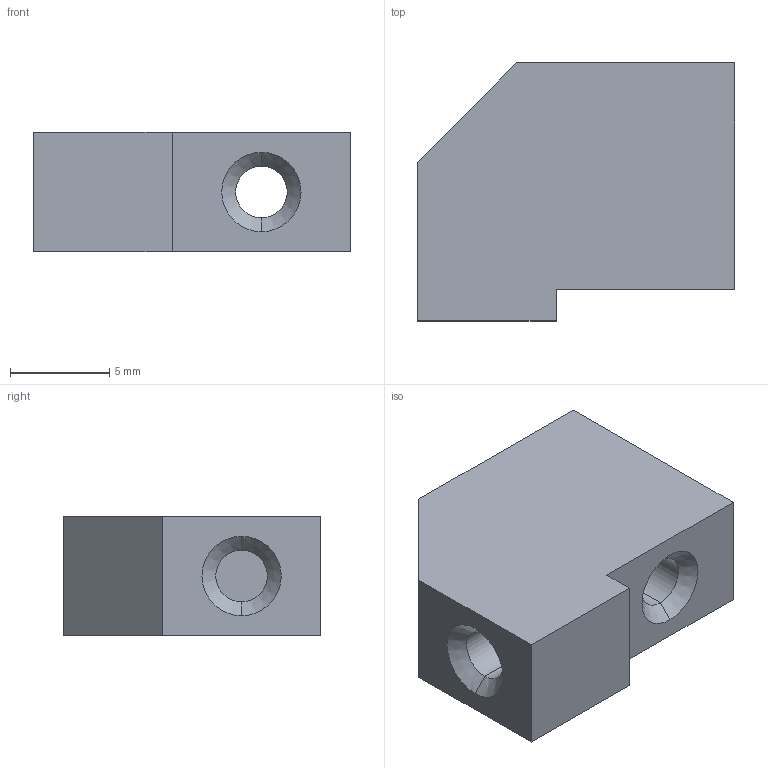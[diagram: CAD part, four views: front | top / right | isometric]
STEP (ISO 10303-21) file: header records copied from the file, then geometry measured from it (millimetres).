
FILE_DESCRIPTION(('STEP AP242'),'1');
FILE_NAME('pcb-mb-01.stp','2022-07-27T10:09:48',('TraceParts'),('TraceParts S.A.'),'Spatial InterOp 3D',' ',' ');
FILE_SCHEMA(('AP242_MANAGED_MODEL_BASED_3D_ENGINEERING_MIM_LF {1 0 10303 442 1 1 4}'));
Length unit declared in the file: millimetre
Products named in the file (1): pcb-mb-01
Bounding box: 16 x 13 x 6 mm (x, y, z)
Volume: 972.4 mm3; surface area: 841.1 mm2
Topology: 1 solids, 1 shells, 20 faces, 45 edges, 28 vertices
Faces by surface type: plane 10, cone 6, cylinder 4
Entity records: 584 total; most frequent: DIRECTION 101, CARTESIAN_POINT 94, ORIENTED_EDGE 90, EDGE_CURVE 45, AXIS2_PLACEMENT_3D 35, LINE 31, VECTOR 31, VERTEX_POINT 28
